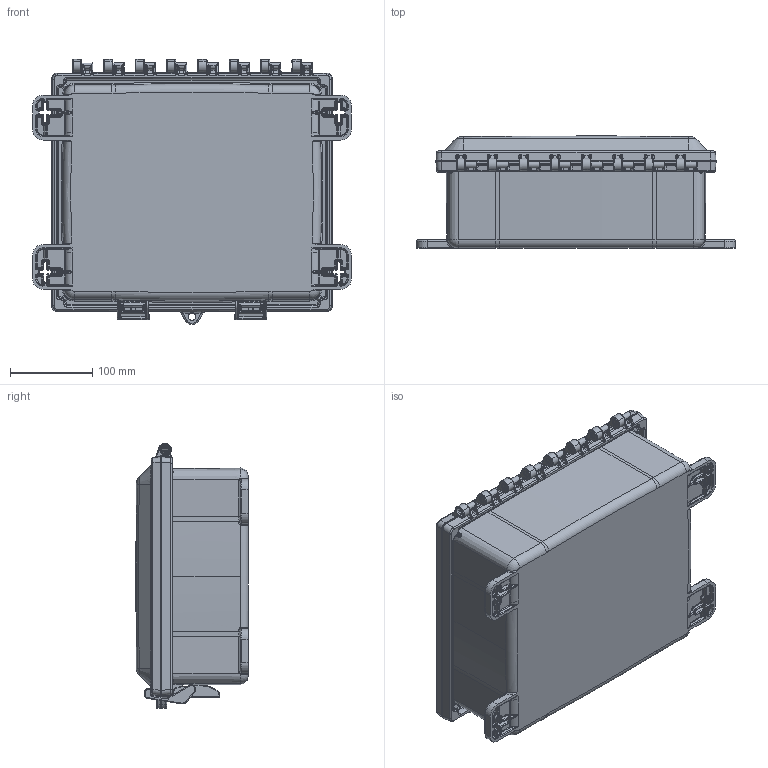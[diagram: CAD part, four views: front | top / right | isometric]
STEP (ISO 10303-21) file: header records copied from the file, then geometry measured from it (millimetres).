
FILE_DESCRIPTION (( 'STEP AP214' ), '1' );
FILE_NAME ('TEPCSL121004_3D.step', '2025-02-10T22:14:30', ( '' ), ( '' ), 'SwSTEP 2.0', 'SolidWorks 2022', '' );
FILE_SCHEMA (( 'AUTOMOTIVE_DESIGN' ));
Length unit declared in the file: inch
Products named in the file (1): TEPCSL121004_3D
Bounding box: 387.35 x 136.59 x 321.98 mm (x, y, z)
Volume: 1580356.2 mm3; surface area: 822938.8 mm2
Topology: 15 solids, 15 shells, 4297 faces, 10085 edges, 5871 vertices
Faces by surface type: cylinder 1212, bspline 1156, plane 805, torus 567, cone 516, sphere 41
Entity records: 215661 total; most frequent: CARTESIAN_POINT 128139, ORIENTED_EDGE 20154, DIRECTION 16007, EDGE_CURVE 10077, AXIS2_PLACEMENT_3D 6373, VERTEX_POINT 5867, EDGE_LOOP 4420, FACE_OUTER_BOUND 4297
